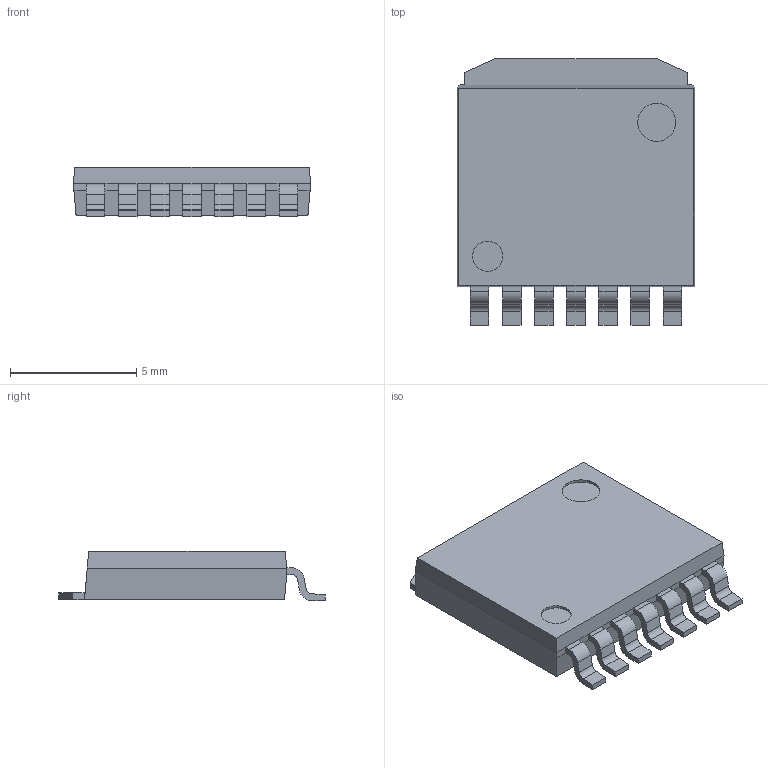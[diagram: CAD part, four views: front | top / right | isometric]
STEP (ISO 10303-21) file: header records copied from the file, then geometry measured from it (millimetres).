
FILE_DESCRIPTION (( 'STEP AP214' ), '1' );
FILE_NAME ('BD62321HFP-TR.STEP', '2024-09-16T14:30:32', ( '' ), ( '' ), 'SwSTEP 2.0', 'SolidWorks 2023', '' );
FILE_SCHEMA (( 'AUTOMOTIVE_DESIGN' ));
Length unit declared in the file: millimetre
Products named in the file (1): BD62321HFP-TR
Bounding box: 9.39 x 10.54 x 1.94 mm (x, y, z)
Volume: 144.6 mm3; surface area: 258.5 mm2
Topology: 1 solids, 1 shells, 129 faces, 350 edges, 226 vertices
Faces by surface type: plane 97, cylinder 32
Entity records: 5454 total; most frequent: CARTESIAN_POINT 706, ORIENTED_EDGE 700, DIRECTION 674, EDGE_CURVE 350, VECTOR 286, LINE 286, VERTEX_POINT 226, AXIS2_PLACEMENT_3D 194
